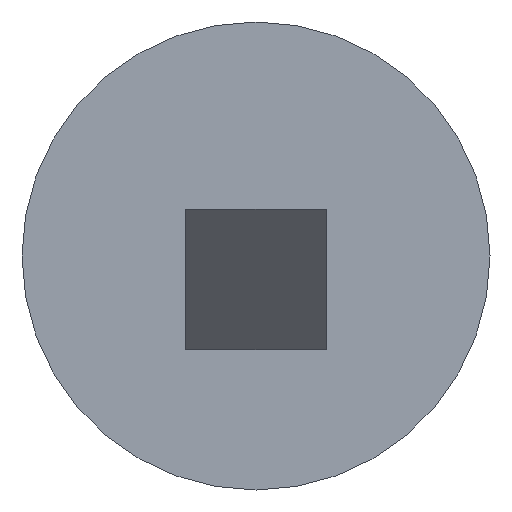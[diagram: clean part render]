
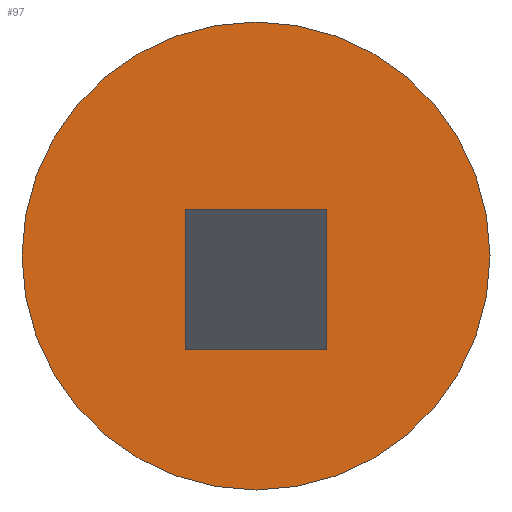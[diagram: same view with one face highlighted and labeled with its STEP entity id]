
A CAD part, front view. The second image highlights one B-rep face of the part: STEP entity #97.
In plain terms, the highlighted planar face has unit normal (0, -1, 0).
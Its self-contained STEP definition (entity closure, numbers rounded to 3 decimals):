
#1 = PLANE ( 'NONE',  #19 ) ;
#6 = CARTESIAN_POINT ( 'NONE',  ( 0.75, 0., -0.5 ) ) ;
#8 = DIRECTION ( 'NONE',  ( 0., 0., 1. ) ) ;
#15 = VERTEX_POINT ( 'NONE', #126 ) ;
#18 = VERTEX_POINT ( 'NONE', #223 ) ;
#19 = AXIS2_PLACEMENT_3D ( 'NONE', #98, #171, #194 ) ;
#21 = LINE ( 'NONE', #125, #295 ) ;
#30 = CARTESIAN_POINT ( 'NONE',  ( 1.5, 0., -1.5 ) ) ;
#37 = ORIENTED_EDGE ( 'NONE', *, *, #301, .T. ) ;
#38 = ORIENTED_EDGE ( 'NONE', *, *, #147, .F. ) ;
#46 = DIRECTION ( 'NONE',  ( -1., 0., 0. ) ) ;
#84 = LINE ( 'NONE', #30, #107 ) ;
#90 = EDGE_CURVE ( 'NONE', #18, #282, #21, .T. ) ;
#97 = ADVANCED_FACE ( 'NONE', ( #217, #313 ), #1, .F. ) ;
#98 = CARTESIAN_POINT ( 'NONE',  ( 0.75, 0., -0.5 ) ) ;
#104 = AXIS2_PLACEMENT_3D ( 'NONE', #6, #250, #180 ) ;
#105 = DIRECTION ( 'NONE',  ( -1., 0., 0. ) ) ;
#107 = VECTOR ( 'NONE', #105, 1000. ) ;
#115 = EDGE_LOOP ( 'NONE', ( #38, #232 ) ) ;
#119 = ORIENTED_EDGE ( 'NONE', *, *, #90, .F. ) ;
#125 = CARTESIAN_POINT ( 'NONE',  ( 1.5, 0., 0. ) ) ;
#126 = CARTESIAN_POINT ( 'NONE',  ( 0.75, 0., -3. ) ) ;
#129 = LINE ( 'NONE', #201, #290 ) ;
#142 = VERTEX_POINT ( 'NONE', #198 ) ;
#147 = EDGE_CURVE ( 'NONE', #15, #182, #153, .T. ) ;
#150 = DIRECTION ( 'NONE',  ( 0., 0., 1. ) ) ;
#153 = CIRCLE ( 'NONE', #249, 2.5 ) ;
#161 = VERTEX_POINT ( 'NONE', #299 ) ;
#164 = LINE ( 'NONE', #175, #195 ) ;
#171 = DIRECTION ( 'NONE',  ( 0., 1., 0. ) ) ;
#173 = CARTESIAN_POINT ( 'NONE',  ( 0.75, 0., -0.5 ) ) ;
#175 = CARTESIAN_POINT ( 'NONE',  ( 0., 0., 0. ) ) ;
#180 = DIRECTION ( 'NONE',  ( 0., 0., 1. ) ) ;
#182 = VERTEX_POINT ( 'NONE', #275 ) ;
#194 = DIRECTION ( 'NONE',  ( 0., 0., 1. ) ) ;
#195 = VECTOR ( 'NONE', #276, 1000. ) ;
#198 = CARTESIAN_POINT ( 'NONE',  ( 0., 0., -1.5 ) ) ;
#199 = CARTESIAN_POINT ( 'NONE',  ( 0., 0., 0. ) ) ;
#201 = CARTESIAN_POINT ( 'NONE',  ( 1.5, 0., 0. ) ) ;
#203 = CIRCLE ( 'NONE', #104, 2.5 ) ;
#206 = ORIENTED_EDGE ( 'NONE', *, *, #280, .T. ) ;
#209 = EDGE_LOOP ( 'NONE', ( #206, #37, #119, #279 ) ) ;
#217 = FACE_OUTER_BOUND ( 'NONE', #115, .T. ) ;
#223 = CARTESIAN_POINT ( 'NONE',  ( 1.5, 0., 0. ) ) ;
#232 = ORIENTED_EDGE ( 'NONE', *, *, #288, .F. ) ;
#249 = AXIS2_PLACEMENT_3D ( 'NONE', #173, #271, #150 ) ;
#250 = DIRECTION ( 'NONE',  ( 0., 1., 0. ) ) ;
#271 = DIRECTION ( 'NONE',  ( 0., 1., 0. ) ) ;
#275 = CARTESIAN_POINT ( 'NONE',  ( 0.75, 0., 2. ) ) ;
#276 = DIRECTION ( 'NONE',  ( 0., 0., 1. ) ) ;
#277 = EDGE_CURVE ( 'NONE', #161, #18, #129, .T. ) ;
#279 = ORIENTED_EDGE ( 'NONE', *, *, #277, .F. ) ;
#280 = EDGE_CURVE ( 'NONE', #161, #142, #84, .T. ) ;
#282 = VERTEX_POINT ( 'NONE', #199 ) ;
#288 = EDGE_CURVE ( 'NONE', #182, #15, #203, .T. ) ;
#290 = VECTOR ( 'NONE', #8, 1000. ) ;
#295 = VECTOR ( 'NONE', #46, 1000. ) ;
#299 = CARTESIAN_POINT ( 'NONE',  ( 1.5, 0., -1.5 ) ) ;
#301 = EDGE_CURVE ( 'NONE', #142, #282, #164, .T. ) ;
#313 = FACE_BOUND ( 'NONE', #209, .T. ) ;
